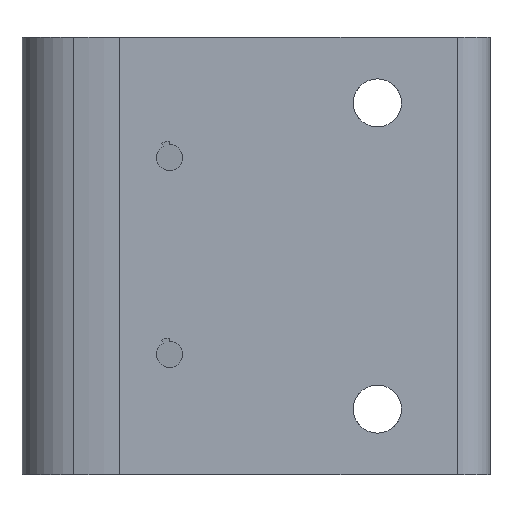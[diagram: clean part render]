
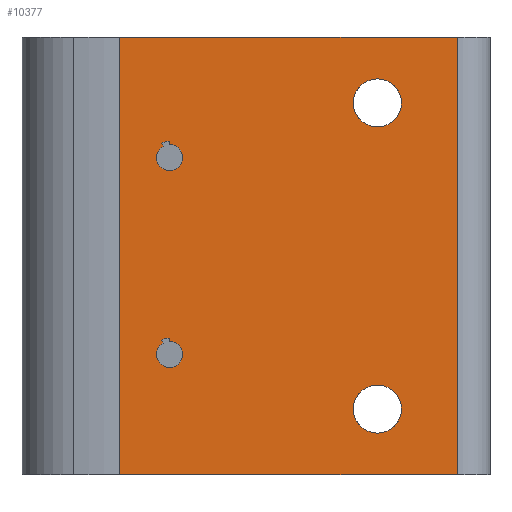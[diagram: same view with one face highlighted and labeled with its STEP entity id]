
A CAD part, front view. The second image highlights one B-rep face of the part: STEP entity #10377.
In plain terms, the highlighted planar face has unit normal (0, -1, 0).
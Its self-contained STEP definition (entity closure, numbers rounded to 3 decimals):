
#2919=DIRECTION('',(0.,0.,1.));
#2920=VECTOR('',#2919,40.);
#2921=CARTESIAN_POINT('',(-23.572,0.,-20.));
#2922=LINE('',#2921,#2920);
#2923=DIRECTION('',(1.,0.,0.));
#2924=VECTOR('',#2923,30.872);
#2925=CARTESIAN_POINT('',(-23.572,0.,20.));
#2926=LINE('',#2925,#2924);
#2927=DIRECTION('',(0.,0.,-1.));
#2928=VECTOR('',#2927,40.);
#2929=CARTESIAN_POINT('',(7.3,0.,20.));
#2930=LINE('',#2929,#2928);
#2931=DIRECTION('',(-1.,0.,0.));
#2932=VECTOR('',#2931,30.872);
#2933=CARTESIAN_POINT('',(7.3,0.,-20.));
#2934=LINE('',#2933,#2932);
#2935=CARTESIAN_POINT('',(0.,0.,-14.));
#2936=DIRECTION('',(0.,1.,0.));
#2937=DIRECTION('',(1.,0.,0.));
#2938=AXIS2_PLACEMENT_3D('',#2935,#2936,#2937);
#2940=CARTESIAN_POINT('',(0.,0.,-14.));
#2941=DIRECTION('',(0.,1.,0.));
#2942=DIRECTION('',(-1.,0.,0.));
#2943=AXIS2_PLACEMENT_3D('',#2940,#2941,#2942);
#2945=CARTESIAN_POINT('',(0.,0.,14.));
#2946=DIRECTION('',(0.,1.,0.));
#2947=DIRECTION('',(1.,0.,0.));
#2948=AXIS2_PLACEMENT_3D('',#2945,#2946,#2947);
#2950=CARTESIAN_POINT('',(0.,0.,14.));
#2951=DIRECTION('',(0.,1.,0.));
#2952=DIRECTION('',(-1.,0.,0.));
#2953=AXIS2_PLACEMENT_3D('',#2950,#2951,#2952);
#2955=CARTESIAN_POINT('',(-19.,0.,9.));
#2956=DIRECTION('',(0.,1.,0.));
#2957=DIRECTION('',(-0.5,0.,0.866));
#2958=AXIS2_PLACEMENT_3D('',#2955,#2956,#2957);
#2960=CARTESIAN_POINT('',(-19.,0.,-9.));
#2961=DIRECTION('',(0.,1.,0.));
#2962=DIRECTION('',(-0.5,0.,0.866));
#2963=AXIS2_PLACEMENT_3D('',#2960,#2961,#2962);
#3703=DIRECTION('',(0.,0.,-1.));
#3704=VECTOR('',#3703,0.3);
#3705=CARTESIAN_POINT('',(-19.,0.,10.5));
#3706=LINE('',#3705,#3704);
#3719=CARTESIAN_POINT('',(-19.,0.,9.));
#3720=DIRECTION('',(0.,1.,0.));
#3721=DIRECTION('',(0.,0.,1.));
#3722=AXIS2_PLACEMENT_3D('',#3719,#3720,#3721);
#3736=DIRECTION('',(0.5,0.,-0.866));
#3737=VECTOR('',#3736,0.3);
#3738=CARTESIAN_POINT('',(-19.75,0.,10.299));
#3739=LINE('',#3738,#3737);
#3758=DIRECTION('',(0.,0.,-1.));
#3759=VECTOR('',#3758,0.3);
#3760=CARTESIAN_POINT('',(-19.,0.,-7.5));
#3761=LINE('',#3760,#3759);
#3774=CARTESIAN_POINT('',(-19.,0.,-9.));
#3775=DIRECTION('',(0.,1.,0.));
#3776=DIRECTION('',(0.,0.,1.));
#3777=AXIS2_PLACEMENT_3D('',#3774,#3775,#3776);
#3791=DIRECTION('',(0.5,0.,-0.866));
#3792=VECTOR('',#3791,0.3);
#3793=CARTESIAN_POINT('',(-19.75,0.,-7.701));
#3794=LINE('',#3793,#3792);
#3879=CARTESIAN_POINT('',(2.2,0.,-14.));
#3880=CARTESIAN_POINT('',(-2.2,0.,-14.));
#3881=VERTEX_POINT('',#3879);
#3882=VERTEX_POINT('',#3880);
#3883=CARTESIAN_POINT('',(2.2,0.,14.));
#3884=CARTESIAN_POINT('',(-2.2,0.,14.));
#3885=VERTEX_POINT('',#3883);
#3886=VERTEX_POINT('',#3884);
#4207=CARTESIAN_POINT('',(-23.572,0.,-20.));
#4208=CARTESIAN_POINT('',(-23.572,0.,20.));
#4209=VERTEX_POINT('',#4207);
#4210=VERTEX_POINT('',#4208);
#4336=CARTESIAN_POINT('',(7.3,0.,-20.));
#4338=VERTEX_POINT('',#4336);
#4339=CARTESIAN_POINT('',(7.3,0.,20.));
#4340=VERTEX_POINT('',#4339);
#4647=CARTESIAN_POINT('',(-19.,0.,10.2));
#4649=VERTEX_POINT('',#4647);
#4653=CARTESIAN_POINT('',(-19.6,0.,10.039));
#4655=VERTEX_POINT('',#4653);
#4663=CARTESIAN_POINT('',(-19.,0.,10.5));
#4664=VERTEX_POINT('',#4663);
#4665=CARTESIAN_POINT('',(-19.75,0.,10.299));
#4666=VERTEX_POINT('',#4665);
#4667=CARTESIAN_POINT('',(-19.,0.,-7.8));
#4669=VERTEX_POINT('',#4667);
#4673=CARTESIAN_POINT('',(-19.6,0.,-7.961));
#4675=VERTEX_POINT('',#4673);
#4683=CARTESIAN_POINT('',(-19.,0.,-7.5));
#4684=VERTEX_POINT('',#4683);
#4685=CARTESIAN_POINT('',(-19.75,0.,-7.701));
#4686=VERTEX_POINT('',#4685);
#10333=CARTESIAN_POINT('',(-32.5,0.,-20.));
#10334=DIRECTION('',(0.,-1.,0.));
#10335=DIRECTION('',(1.,0.,0.));
#10336=AXIS2_PLACEMENT_3D('',#10333,#10334,#10335);
#10337=PLANE('',#10336);
#10338=ORIENTED_EDGE('',*,*,#10316,.T.);
#10339=ORIENTED_EDGE('',*,*,#5604,.T.);
#10341=ORIENTED_EDGE('',*,*,#10340,.T.);
#10342=ORIENTED_EDGE('',*,*,#4884,.T.);
#10343=EDGE_LOOP('',(#10338,#10339,#10341,#10342));
#10344=FACE_OUTER_BOUND('',#10343,.F.);
#10346=ORIENTED_EDGE('',*,*,#10345,.F.);
#10348=ORIENTED_EDGE('',*,*,#10347,.F.);
#10349=EDGE_LOOP('',(#10346,#10348));
#10350=FACE_BOUND('',#10349,.F.);
#10352=ORIENTED_EDGE('',*,*,#10351,.F.);
#10354=ORIENTED_EDGE('',*,*,#10353,.F.);
#10355=EDGE_LOOP('',(#10352,#10354));
#10356=FACE_BOUND('',#10355,.F.);
#10358=ORIENTED_EDGE('',*,*,#10357,.F.);
#10360=ORIENTED_EDGE('',*,*,#10359,.T.);
#10362=ORIENTED_EDGE('',*,*,#10361,.F.);
#10364=ORIENTED_EDGE('',*,*,#10363,.F.);
#10365=EDGE_LOOP('',(#10358,#10360,#10362,#10364));
#10366=FACE_BOUND('',#10365,.F.);
#10368=ORIENTED_EDGE('',*,*,#10367,.F.);
#10370=ORIENTED_EDGE('',*,*,#10369,.T.);
#10372=ORIENTED_EDGE('',*,*,#10371,.F.);
#10374=ORIENTED_EDGE('',*,*,#10373,.F.);
#10375=EDGE_LOOP('',(#10368,#10370,#10372,#10374));
#10376=FACE_BOUND('',#10375,.F.);
#10377=ADVANCED_FACE('',(#10344,#10350,#10356,#10366,#10376),#10337,.T.);
#2939=CIRCLE('',#2938,2.2);
#2944=CIRCLE('',#2943,2.2);
#2949=CIRCLE('',#2948,2.2);
#2954=CIRCLE('',#2953,2.2);
#2959=CIRCLE('',#2958,1.5);
#2964=CIRCLE('',#2963,1.5);
#3723=CIRCLE('',#3722,1.2);
#3778=CIRCLE('',#3777,1.2);
#4884=EDGE_CURVE('',#4338,#4209,#2934,.T.);
#5604=EDGE_CURVE('',#4210,#4340,#2926,.T.);
#10316=EDGE_CURVE('',#4209,#4210,#2922,.T.);
#10340=EDGE_CURVE('',#4340,#4338,#2930,.T.);
#10345=EDGE_CURVE('',#3881,#3882,#2939,.T.);
#10347=EDGE_CURVE('',#3882,#3881,#2944,.T.);
#10351=EDGE_CURVE('',#3885,#3886,#2949,.T.);
#10353=EDGE_CURVE('',#3886,#3885,#2954,.T.);
#10357=EDGE_CURVE('',#4666,#4664,#2959,.T.);
#10359=EDGE_CURVE('',#4666,#4655,#3739,.T.);
#10361=EDGE_CURVE('',#4649,#4655,#3723,.T.);
#10363=EDGE_CURVE('',#4664,#4649,#3706,.T.);
#10367=EDGE_CURVE('',#4686,#4684,#2964,.T.);
#10369=EDGE_CURVE('',#4686,#4675,#3794,.T.);
#10371=EDGE_CURVE('',#4669,#4675,#3778,.T.);
#10373=EDGE_CURVE('',#4684,#4669,#3761,.T.);
